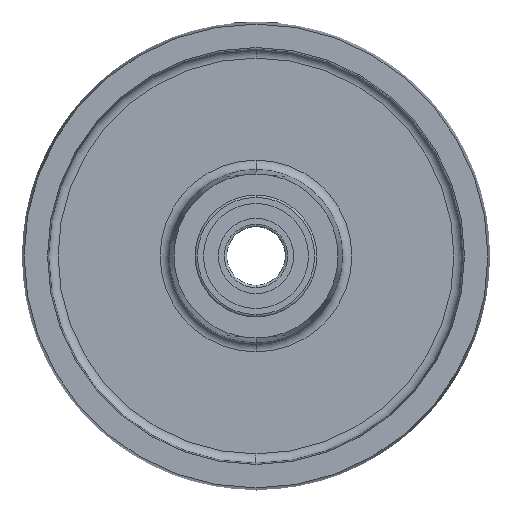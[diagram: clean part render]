
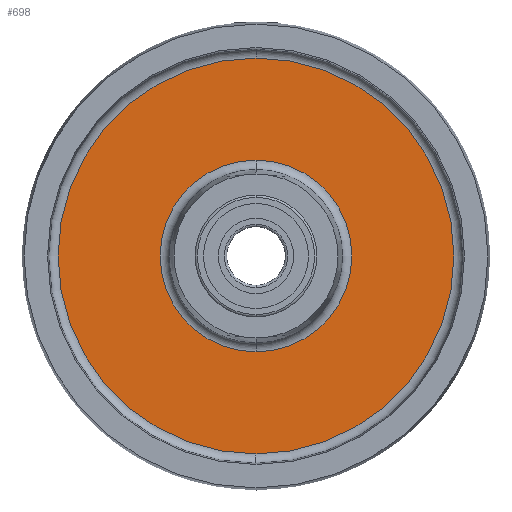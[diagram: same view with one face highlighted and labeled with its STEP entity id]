
A CAD part, left-side view. The second image highlights one B-rep face of the part: STEP entity #698.
In plain terms, the highlighted planar face has unit normal (-1, 0, 0).
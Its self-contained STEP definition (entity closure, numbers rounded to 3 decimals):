
#50 = VERTEX_POINT ( 'NONE', #201 ) ;
#201 = CARTESIAN_POINT ( 'NONE',  ( -4., 0., 40.94 ) ) ;
#329 = AXIS2_PLACEMENT_3D ( 'NONE', #2137, #786, #2370 ) ;
#449 = ORIENTED_EDGE ( 'NONE', *, *, #1520, .T. ) ;
#501 = CARTESIAN_POINT ( 'NONE',  ( -4., 88.354, 0. ) ) ;
#540 = AXIS2_PLACEMENT_3D ( 'NONE', #1211, #2781, #1421 ) ;
#698 = ADVANCED_FACE ( 'NONE', ( #2152, #1527 ), #1973, .T. ) ;
#724 = DIRECTION ( 'NONE',  ( 0., 0., 1. ) ) ;
#759 = EDGE_CURVE ( 'NONE', #1123, #1853, #1863, .T. ) ;
#766 = DIRECTION ( 'NONE',  ( -1., 0., 0. ) ) ;
#786 = DIRECTION ( 'NONE',  ( 1., 0., 0. ) ) ;
#829 = EDGE_CURVE ( 'NONE', #50, #2197, #2416, .T. ) ;
#954 = EDGE_LOOP ( 'NONE', ( #2443, #449 ) ) ;
#988 = AXIS2_PLACEMENT_3D ( 'NONE', #1238, #2808, #1453 ) ;
#1123 = VERTEX_POINT ( 'NONE', #2798 ) ;
#1211 = CARTESIAN_POINT ( 'NONE',  ( -4., 0., 0. ) ) ;
#1238 = CARTESIAN_POINT ( 'NONE',  ( -4., 0., 0. ) ) ;
#1421 = DIRECTION ( 'NONE',  ( 0., 0., 1. ) ) ;
#1453 = DIRECTION ( 'NONE',  ( 0., 0., 1. ) ) ;
#1520 = EDGE_CURVE ( 'NONE', #2197, #50, #1595, .T. ) ;
#1527 = FACE_BOUND ( 'NONE', #954, .T. ) ;
#1549 = AXIS2_PLACEMENT_3D ( 'NONE', #501, #2071, #724 ) ;
#1594 = ORIENTED_EDGE ( 'NONE', *, *, #2069, .T. ) ;
#1595 = CIRCLE ( 'NONE', #988, 40.94 ) ;
#1682 = CARTESIAN_POINT ( 'NONE',  ( -4., 0., -40.94 ) ) ;
#1720 = EDGE_LOOP ( 'NONE', ( #2415, #1594 ) ) ;
#1778 = AXIS2_PLACEMENT_3D ( 'NONE', #2115, #766, #2343 ) ;
#1853 = VERTEX_POINT ( 'NONE', #2794 ) ;
#1863 = CIRCLE ( 'NONE', #540, 84.491 ) ;
#1973 = PLANE ( 'NONE',  #1549 ) ;
#2069 = EDGE_CURVE ( 'NONE', #1853, #1123, #2133, .T. ) ;
#2071 = DIRECTION ( 'NONE',  ( -1., 0., 0. ) ) ;
#2115 = CARTESIAN_POINT ( 'NONE',  ( -4., 0., 0. ) ) ;
#2133 = CIRCLE ( 'NONE', #1778, 84.491 ) ;
#2137 = CARTESIAN_POINT ( 'NONE',  ( -4., 0., 0. ) ) ;
#2152 = FACE_OUTER_BOUND ( 'NONE', #1720, .T. ) ;
#2197 = VERTEX_POINT ( 'NONE', #1682 ) ;
#2343 = DIRECTION ( 'NONE',  ( 0., 0., 1. ) ) ;
#2370 = DIRECTION ( 'NONE',  ( 0., 0., 1. ) ) ;
#2415 = ORIENTED_EDGE ( 'NONE', *, *, #759, .T. ) ;
#2416 = CIRCLE ( 'NONE', #329, 40.94 ) ;
#2443 = ORIENTED_EDGE ( 'NONE', *, *, #829, .T. ) ;
#2781 = DIRECTION ( 'NONE',  ( -1., 0., 0. ) ) ;
#2794 = CARTESIAN_POINT ( 'NONE',  ( -4., 0., -84.491 ) ) ;
#2798 = CARTESIAN_POINT ( 'NONE',  ( -4., 0., 84.491 ) ) ;
#2808 = DIRECTION ( 'NONE',  ( 1., 0., 0. ) ) ;
